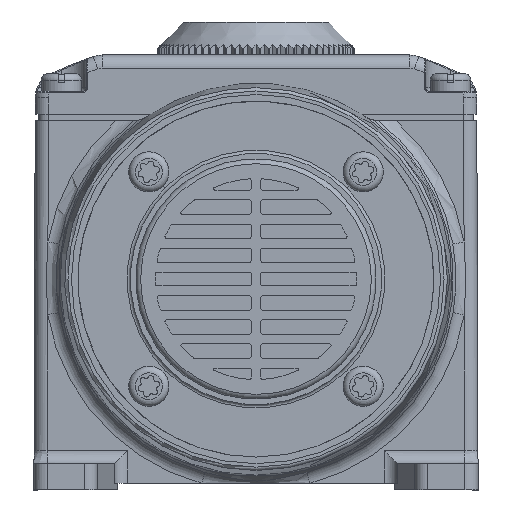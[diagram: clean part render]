
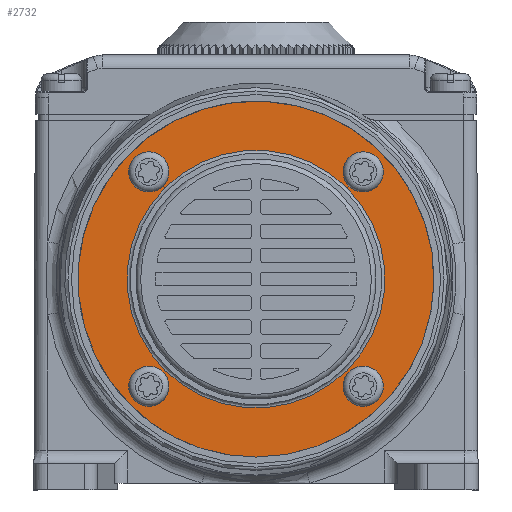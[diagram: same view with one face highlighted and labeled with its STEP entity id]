
A CAD part, left-side view. The second image highlights one B-rep face of the part: STEP entity #2732.
In plain terms, the highlighted planar face has unit normal (-1, 0, 0).
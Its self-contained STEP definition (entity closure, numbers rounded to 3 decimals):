
#2732 = ADVANCED_FACE( '', ( #5571, #5572, #5573, #5574, #5575, #5576 ), #5577, .F. );
#5571 = FACE_OUTER_BOUND( '', #10795, .T. );
#5572 = FACE_BOUND( '', #10796, .T. );
#5573 = FACE_BOUND( '', #10797, .T. );
#5574 = FACE_BOUND( '', #10798, .T. );
#5575 = FACE_BOUND( '', #10799, .T. );
#5576 = FACE_BOUND( '', #10800, .T. );
#5577 = PLANE( '', #10801 );
#10795 = EDGE_LOOP( '', ( #19106 ) );
#10796 = EDGE_LOOP( '', ( #19107 ) );
#10797 = EDGE_LOOP( '', ( #19108 ) );
#10798 = EDGE_LOOP( '', ( #19109 ) );
#10799 = EDGE_LOOP( '', ( #19110 ) );
#10800 = EDGE_LOOP( '', ( #19111 ) );
#10801 = AXIS2_PLACEMENT_3D( '', #19112, #19113, #19114 );
#19106 = ORIENTED_EDGE( '', *, *, #19680, .T. );
#19107 = ORIENTED_EDGE( '', *, *, #21513, .T. );
#19108 = ORIENTED_EDGE( '', *, *, #20547, .T. );
#19109 = ORIENTED_EDGE( '', *, *, #19955, .T. );
#19110 = ORIENTED_EDGE( '', *, *, #19621, .T. );
#19111 = ORIENTED_EDGE( '', *, *, #22518, .T. );
#19112 = CARTESIAN_POINT( '', ( -63., 0., 31. ) );
#19113 = DIRECTION( '', ( 1., 0., 0. ) );
#19114 = DIRECTION( '', ( 0., 1., 0. ) );
#19621 = EDGE_CURVE( '', #23258, #23258, #23259, .T. );
#19680 = EDGE_CURVE( '', #23362, #23362, #23363, .T. );
#19955 = EDGE_CURVE( '', #23831, #23831, #23832, .T. );
#20547 = EDGE_CURVE( '', #24795, #24795, #24796, .T. );
#21513 = EDGE_CURVE( '', #26242, #26242, #26243, .T. );
#22518 = EDGE_CURVE( '', #27427, #27427, #27428, .T. );
#23258 = VERTEX_POINT( '', #28869 );
#23259 = CIRCLE( '', #28870, 3.05 );
#23362 = VERTEX_POINT( '', #29012 );
#23363 = CIRCLE( '', #29013, 27. );
#23831 = VERTEX_POINT( '', #29757 );
#23832 = CIRCLE( '', #29758, 3.05 );
#24795 = VERTEX_POINT( '', #31404 );
#24796 = CIRCLE( '', #31405, 3.05 );
#26242 = VERTEX_POINT( '', #33860 );
#26243 = CIRCLE( '', #33861, 19.55 );
#27427 = VERTEX_POINT( '', #36072 );
#27428 = CIRCLE( '', #36073, 3.05 );
#28869 = CARTESIAN_POINT( '', ( -63., 18.42, 45.107 ) );
#28870 = AXIS2_PLACEMENT_3D( '', #36578, #36579, #36580 );
#29012 = CARTESIAN_POINT( '', ( -63., 19.092, 11.908 ) );
#29013 = AXIS2_PLACEMENT_3D( '', #36658, #36659, #36660 );
#29757 = CARTESIAN_POINT( '', ( -63., -14.107, 12.58 ) );
#29758 = AXIS2_PLACEMENT_3D( '', #37003, #37004, #37005 );
#31404 = CARTESIAN_POINT( '', ( -63., 18.42, 12.58 ) );
#31405 = AXIS2_PLACEMENT_3D( '', #37829, #37830, #37831 );
#33860 = CARTESIAN_POINT( '', ( -63., 13.824, 17.176 ) );
#33861 = AXIS2_PLACEMENT_3D( '', #39091, #39092, #39093 );
#36072 = CARTESIAN_POINT( '', ( -63., -14.107, 45.107 ) );
#36073 = AXIS2_PLACEMENT_3D( '', #39942, #39943, #39944 );
#36578 = CARTESIAN_POINT( '', ( -63., 16.263, 47.263 ) );
#36579 = DIRECTION( '', ( 1., 0., 0. ) );
#36580 = DIRECTION( '', ( 0., 0.707, -0.707 ) );
#36658 = CARTESIAN_POINT( '', ( -63., 0., 31. ) );
#36659 = DIRECTION( '', ( -1., 0., 0. ) );
#36660 = DIRECTION( '', ( 0., 0.707, -0.707 ) );
#37003 = CARTESIAN_POINT( '', ( -63., -16.263, 14.737 ) );
#37004 = DIRECTION( '', ( 1., 0., 0. ) );
#37005 = DIRECTION( '', ( 0., 0.707, -0.707 ) );
#37829 = CARTESIAN_POINT( '', ( -63., 16.263, 14.737 ) );
#37830 = DIRECTION( '', ( 1., 0., 0. ) );
#37831 = DIRECTION( '', ( 0., 0.707, -0.707 ) );
#39091 = CARTESIAN_POINT( '', ( -63., 0., 31. ) );
#39092 = DIRECTION( '', ( 1., 0., 0. ) );
#39093 = DIRECTION( '', ( 0., 0.707, -0.707 ) );
#39942 = CARTESIAN_POINT( '', ( -63., -16.263, 47.263 ) );
#39943 = DIRECTION( '', ( 1., 0., 0. ) );
#39944 = DIRECTION( '', ( 0., 0.707, -0.707 ) );
